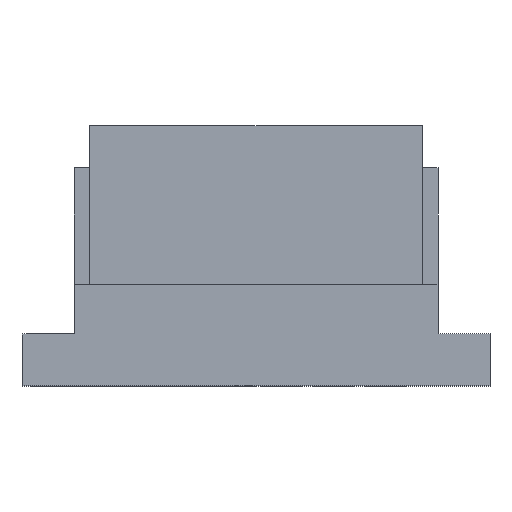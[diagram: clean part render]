
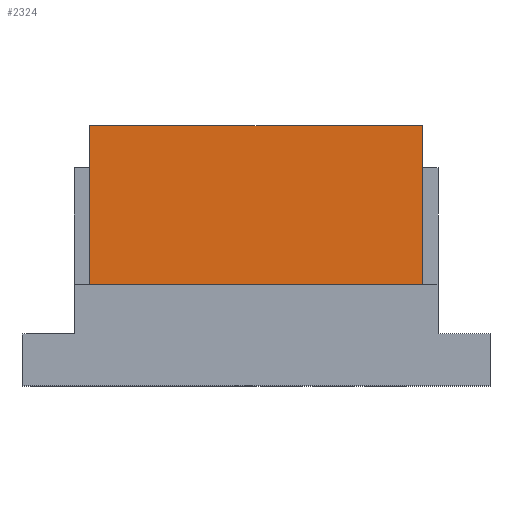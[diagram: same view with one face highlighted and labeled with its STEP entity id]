
A CAD part, front view. The second image highlights one B-rep face of the part: STEP entity #2324.
In plain terms, the highlighted planar face has unit normal (0, -1, 0).
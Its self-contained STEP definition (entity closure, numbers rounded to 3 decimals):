
#977 = FACE_OUTER_BOUND ( 'NONE', #2385, .T. ) ;
#994 = VECTOR ( 'NONE', #1048, 1000. ) ;
#995 = CARTESIAN_POINT ( 'NONE',  ( 3.5, -3.55, 0.85 ) ) ;
#996 = LINE ( 'NONE', #995, #994 ) ;
#997 = DIRECTION ( 'NONE',  ( 0., 0., -1. ) ) ;
#998 = VECTOR ( 'NONE', #997, 1000. ) ;
#999 = CARTESIAN_POINT ( 'NONE',  ( -3.2, -3.55, 3.9 ) ) ;
#1000 = LINE ( 'NONE', #999, #998 ) ;
#1001 = CARTESIAN_POINT ( 'NONE',  ( 3.2, -3.55, 0.85 ) ) ;
#1002 = CARTESIAN_POINT ( 'NONE',  ( -3.2, -3.55, 0.85 ) ) ;
#1016 = DIRECTION ( 'NONE',  ( 0., 0., 1. ) ) ;
#1017 = DIRECTION ( 'NONE',  ( 0., 1., 0. ) ) ;
#1018 = CARTESIAN_POINT ( 'NONE',  ( 3.5, -3.55, 0.85 ) ) ;
#1019 = AXIS2_PLACEMENT_3D ( 'NONE', #1018, #1017, #1016 ) ;
#1020 = PLANE ( 'NONE',  #1019 ) ;
#1043 = DIRECTION ( 'NONE',  ( 0., 0., -1. ) ) ;
#1044 = VECTOR ( 'NONE', #1043, 1000. ) ;
#1045 = CARTESIAN_POINT ( 'NONE',  ( 3.2, -3.55, 3.9 ) ) ;
#1046 = LINE ( 'NONE', #1045, #1044 ) ;
#1048 = DIRECTION ( 'NONE',  ( -1., 0., 0. ) ) ;
#1831 = VERTEX_POINT ( 'NONE', #3400 ) ;
#1833 = EDGE_CURVE ( 'NONE', #1834, #1831, #3399, .T. ) ;
#1834 = VERTEX_POINT ( 'NONE', #3395 ) ;
#2324 = ADVANCED_FACE ( 'NONE', ( #977 ), #1020, .F. ) ;
#2332 = VERTEX_POINT ( 'NONE', #1002 ) ;
#2333 = ORIENTED_EDGE ( 'NONE', *, *, #2337, .F. ) ;
#2334 = VERTEX_POINT ( 'NONE', #1001 ) ;
#2335 = ORIENTED_EDGE ( 'NONE', *, *, #2338, .F. ) ;
#2336 = EDGE_CURVE ( 'NONE', #1831, #2332, #1000, .T. ) ;
#2337 = EDGE_CURVE ( 'NONE', #2334, #2332, #996, .T. ) ;
#2338 = EDGE_CURVE ( 'NONE', #1834, #2334, #1046, .T. ) ;
#2339 = ORIENTED_EDGE ( 'NONE', *, *, #2336, .T. ) ;
#2344 = ORIENTED_EDGE ( 'NONE', *, *, #1833, .T. ) ;
#2385 = EDGE_LOOP ( 'NONE', ( #2344, #2339, #2333, #2335 ) ) ;
#3395 = CARTESIAN_POINT ( 'NONE',  ( 3.2, -3.55, 3.9 ) ) ;
#3396 = DIRECTION ( 'NONE',  ( -1., 0., 0. ) ) ;
#3397 = VECTOR ( 'NONE', #3396, 1000. ) ;
#3398 = CARTESIAN_POINT ( 'NONE',  ( 3.5, -3.55, 3.9 ) ) ;
#3399 = LINE ( 'NONE', #3398, #3397 ) ;
#3400 = CARTESIAN_POINT ( 'NONE',  ( -3.2, -3.55, 3.9 ) ) ;
